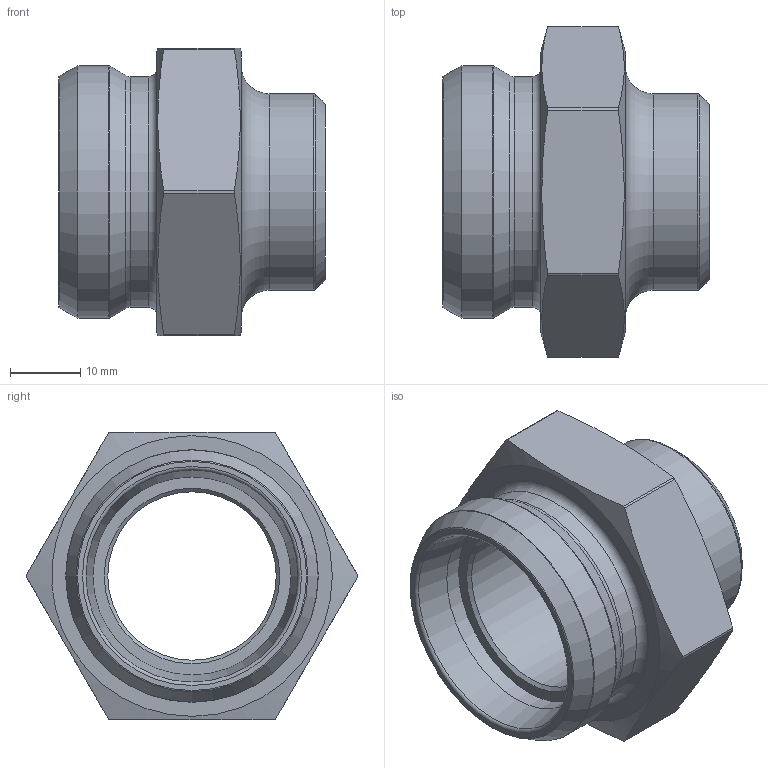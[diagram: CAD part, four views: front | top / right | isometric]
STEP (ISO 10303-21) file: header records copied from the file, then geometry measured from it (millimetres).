
FILE_DESCRIPTION(/* description */ (''),/* implementation_level */ '2;1');
FILE_NAME(/* name */ 'X-GAV282.stp',/* time_stamp */ '2025-01-17T11:14:55+01:00',/* author */ (''),/* organization */ (''),/* preprocessor_version */ 'ST-DEVELOPER v16',/* originating_system */ 'SIEMENS PLM Software NX 10.0',/* authorisation */ '');
FILE_SCHEMA (('CONFIG_CONTROL_DESIGN'));
Length unit declared in the file: millimetre
Products named in the file (1): X-GAV282
Bounding box: 38 x 47.14 x 41 mm (x, y, z)
Volume: 19337.7 mm3; surface area: 8834.1 mm2
Topology: 1 solids, 1 shells, 38 faces, 92 edges, 59 vertices
Faces by surface type: cylinder 11, plane 11, cone 8, torus 8
Full cylindrical faces by diameter (mm): 24 x1, 28 x1, 28.225 x1, 32.9 x1, 36 x1
Entity records: 1038 total; most frequent: CARTESIAN_POINT 201, DIRECTION 164, ORIENTED_EDGE 122, AXIS2_PLACEMENT_3D 76, EDGE_LOOP 64, EDGE_CURVE 61, FACE_BOUND 52, VERTEX_POINT 49
